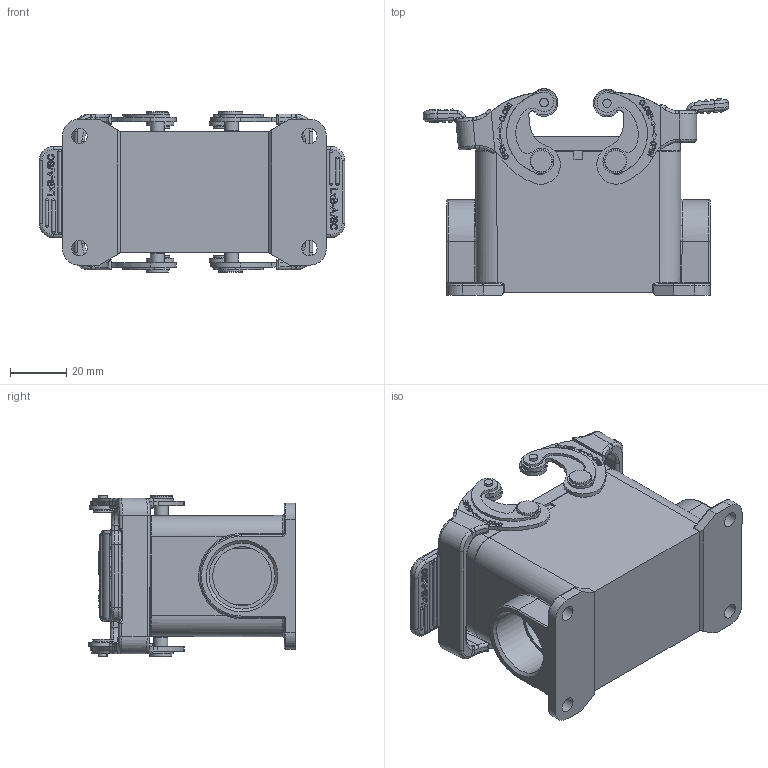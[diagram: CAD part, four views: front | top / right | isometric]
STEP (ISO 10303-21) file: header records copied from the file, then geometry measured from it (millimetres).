
FILE_DESCRIPTION(/* description */ (''),/* implementation_level */ '2;1');
FILE_NAME(/* name */ '25.stp',/* time_stamp */ '2024-03-21T12:56:25+08:00',/* author */ (''),/* organization */ (''),/* preprocessor_version */ 'ST-DEVELOPER v18.1',/* originating_system */ 'SIEMENS PLM Software NX 1980',/* authorisation */ '');
FILE_SCHEMA (('AP203_CONFIGURATION_CONTROLLED_3D_DESIGN_OF_MECHANICAL_PARTS_AND_ASSEMBLIES_MIM_LF { 1 0 10303 403 2 1 2}'));
Products named in the file (1): _model2
Bounding box: 108.96 x 73.75 x 57.56 mm (x, y, z)
Volume: 126.1 mm3; surface area: 48467.5 mm2
Topology: 5 solids, 6 shells, 1556 faces, 3936 edges, 2516 vertices
Faces by surface type: plane 727, cylinder 483, torus 106, bspline 100, extrusion 82, sphere 36, cone 22
Full cylindrical faces by diameter (mm): 1.9 x4, 2.65 x45, 2.95 x8, 3 x8, 3.5 x4, 4.8 x4, 4.9 x4, 5 x8, 5.5 x4, 7 x4, 8 x4, 9.8 x4, 18.4 x1, 21 x1, 23.5 x1
Entity records: 72225 total; most frequent: CARTESIAN_POINT 29137, ORIENTED_EDGE 7252, DIRECTION 6936, EDGE_CURVE 3626, AXIS2_PLACEMENT_3D 2440, VERTEX_POINT 2359, VECTOR 2056, LINE 1974
